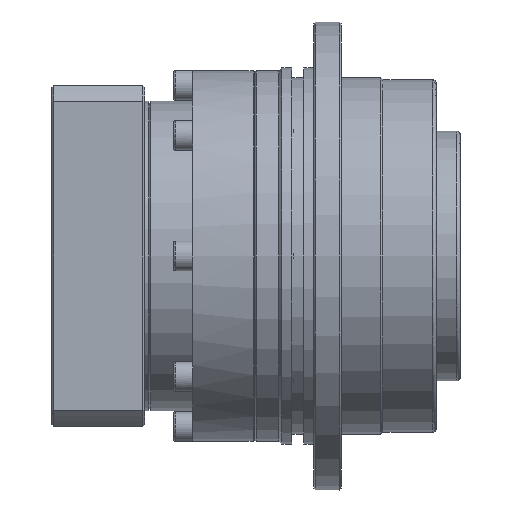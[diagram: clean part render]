
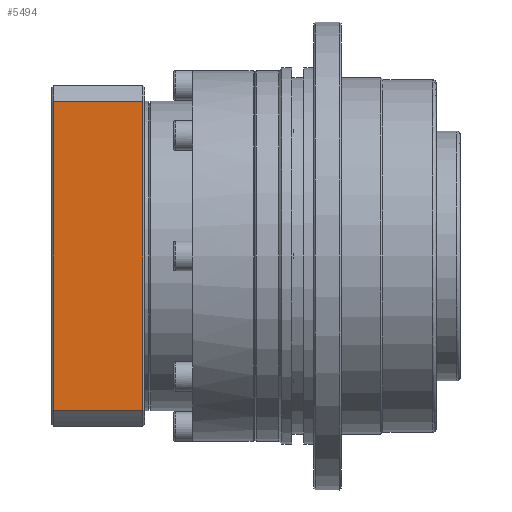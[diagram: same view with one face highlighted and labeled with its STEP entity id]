
A CAD part, front view. The second image highlights one B-rep face of the part: STEP entity #5494.
In plain terms, the highlighted face is planar.
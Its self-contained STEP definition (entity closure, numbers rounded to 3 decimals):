
#104 = CARTESIAN_POINT ( 'NONE',  ( 52.5, -38.923, 43. ) ) ;
#287 = CARTESIAN_POINT ( 'NONE',  ( 30., -38.923, 43. ) ) ;
#991 = VECTOR ( 'NONE', #9045, 1000. ) ;
#1454 = LINE ( 'NONE', #9092, #20017 ) ;
#1977 = FACE_OUTER_BOUND ( 'NONE', #3555, .T. ) ;
#2346 = EDGE_CURVE ( 'NONE', #16290, #4995, #17174, .T. ) ;
#2499 = ORIENTED_EDGE ( 'NONE', *, *, #15191, .F. ) ;
#3368 = DIRECTION ( 'NONE',  ( 0., 1., 0. ) ) ;
#3396 = VECTOR ( 'NONE', #21874, 1000. ) ;
#3404 = DIRECTION ( 'NONE',  ( 0., 0., -1. ) ) ;
#3453 = CARTESIAN_POINT ( 'NONE',  ( 50., 38.923, 43. ) ) ;
#3555 = EDGE_LOOP ( 'NONE', ( #11989, #2499, #13135, #14202 ) ) ;
#3814 = PLANE ( 'NONE',  #12968 ) ;
#4995 = VERTEX_POINT ( 'NONE', #14953 ) ;
#5494 = ADVANCED_FACE ( 'NONE', ( #1977 ), #3814, .F. ) ;
#5859 = LINE ( 'NONE', #14377, #991 ) ;
#6672 = CARTESIAN_POINT ( 'NONE',  ( 52.5, 38.923, 43. ) ) ;
#6896 = EDGE_CURVE ( 'NONE', #22629, #16290, #1454, .T. ) ;
#8558 = DIRECTION ( 'NONE',  ( 1., 0., 0. ) ) ;
#9045 = DIRECTION ( 'NONE',  ( 0., -1., 0. ) ) ;
#9092 = CARTESIAN_POINT ( 'NONE',  ( 38., -38.923, 43. ) ) ;
#9605 = VERTEX_POINT ( 'NONE', #6672 ) ;
#11989 = ORIENTED_EDGE ( 'NONE', *, *, #6896, .F. ) ;
#12968 = AXIS2_PLACEMENT_3D ( 'NONE', #3453, #3404, #3368 ) ;
#13135 = ORIENTED_EDGE ( 'NONE', *, *, #22913, .F. ) ;
#14202 = ORIENTED_EDGE ( 'NONE', *, *, #2346, .F. ) ;
#14377 = CARTESIAN_POINT ( 'NONE',  ( 52.5, 38.923, 43. ) ) ;
#14953 = CARTESIAN_POINT ( 'NONE',  ( 30., 38.923, 43. ) ) ;
#15191 = EDGE_CURVE ( 'NONE', #9605, #22629, #5859, .T. ) ;
#15631 = CARTESIAN_POINT ( 'NONE',  ( 38., 38.923, 43. ) ) ;
#16290 = VERTEX_POINT ( 'NONE', #287 ) ;
#16890 = VECTOR ( 'NONE', #8558, 1000. ) ;
#17174 = LINE ( 'NONE', #21921, #3396 ) ;
#19805 = DIRECTION ( 'NONE',  ( -1., 0., 0. ) ) ;
#20017 = VECTOR ( 'NONE', #19805, 1000. ) ;
#21075 = LINE ( 'NONE', #15631, #16890 ) ;
#21874 = DIRECTION ( 'NONE',  ( 0., 1., 0. ) ) ;
#21921 = CARTESIAN_POINT ( 'NONE',  ( 30., 38.923, 43. ) ) ;
#22629 = VERTEX_POINT ( 'NONE', #104 ) ;
#22913 = EDGE_CURVE ( 'NONE', #4995, #9605, #21075, .T. ) ;
